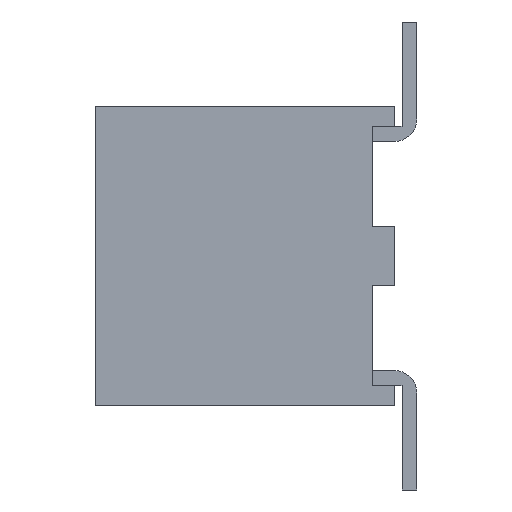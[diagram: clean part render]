
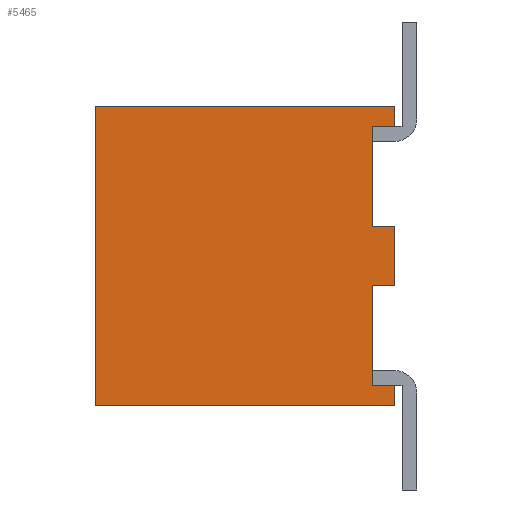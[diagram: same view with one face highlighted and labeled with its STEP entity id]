
A CAD part, left-side view. The second image highlights one B-rep face of the part: STEP entity #5465.
In plain terms, the highlighted planar face has unit normal (-1, 0, 0).
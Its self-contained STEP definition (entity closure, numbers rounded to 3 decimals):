
#151=ORIENTED_EDGE('',*,*,#1684,.T.);
#152=ORIENTED_EDGE('',*,*,#1685,.T.);
#153=ORIENTED_EDGE('',*,*,#1686,.T.);
#154=ORIENTED_EDGE('',*,*,#1687,.T.);
#155=ORIENTED_EDGE('',*,*,#1688,.T.);
#156=ORIENTED_EDGE('',*,*,#1689,.T.);
#157=ORIENTED_EDGE('',*,*,#1690,.F.);
#158=ORIENTED_EDGE('',*,*,#1691,.F.);
#159=ORIENTED_EDGE('',*,*,#1692,.T.);
#160=ORIENTED_EDGE('',*,*,#1693,.T.);
#161=ORIENTED_EDGE('',*,*,#1694,.T.);
#162=ORIENTED_EDGE('',*,*,#1695,.T.);
#1684=EDGE_CURVE('',#2454,#2455,#2937,.T.);
#1685=EDGE_CURVE('',#2455,#2456,#2938,.T.);
#1686=EDGE_CURVE('',#2456,#2457,#2939,.T.);
#1687=EDGE_CURVE('',#2457,#2458,#2940,.T.);
#1688=EDGE_CURVE('',#2458,#2459,#2941,.T.);
#1689=EDGE_CURVE('',#2459,#2460,#2942,.T.);
#1690=EDGE_CURVE('',#2461,#2460,#2943,.T.);
#1691=EDGE_CURVE('',#2462,#2461,#2944,.T.);
#1692=EDGE_CURVE('',#2462,#2463,#2945,.T.);
#1693=EDGE_CURVE('',#2463,#2464,#2946,.T.);
#1694=EDGE_CURVE('',#2464,#2465,#2947,.T.);
#1695=EDGE_CURVE('',#2465,#2454,#2948,.T.);
#2454=VERTEX_POINT('',#7608);
#2455=VERTEX_POINT('',#7609);
#2456=VERTEX_POINT('',#7611);
#2457=VERTEX_POINT('',#7613);
#2458=VERTEX_POINT('',#7615);
#2459=VERTEX_POINT('',#7617);
#2460=VERTEX_POINT('',#7619);
#2461=VERTEX_POINT('',#7621);
#2462=VERTEX_POINT('',#7623);
#2463=VERTEX_POINT('',#7625);
#2464=VERTEX_POINT('',#7627);
#2465=VERTEX_POINT('',#7629);
#2937=LINE('',#7607,#3712);
#2938=LINE('',#7610,#3713);
#2939=LINE('',#7612,#3714);
#2940=LINE('',#7614,#3715);
#2941=LINE('',#7616,#3716);
#2942=LINE('',#7618,#3717);
#2943=LINE('',#7620,#3718);
#2944=LINE('',#7622,#3719);
#2945=LINE('',#7624,#3720);
#2946=LINE('',#7626,#3721);
#2947=LINE('',#7628,#3722);
#2948=LINE('',#7630,#3723);
#3712=VECTOR('',#6197,1000.);
#3713=VECTOR('',#6198,1000.);
#3714=VECTOR('',#6199,1000.);
#3715=VECTOR('',#6200,1000.);
#3716=VECTOR('',#6201,1000.);
#3717=VECTOR('',#6202,1000.);
#3718=VECTOR('',#6203,1000.);
#3719=VECTOR('',#6204,1000.);
#3720=VECTOR('',#6205,1000.);
#3721=VECTOR('',#6206,1000.);
#3722=VECTOR('',#6207,1000.);
#3723=VECTOR('',#6208,1000.);
#4477=EDGE_LOOP('',(#151,#152,#153,#154,#155,#156,#157,#158,#159,#160,#161,
#162));
#4820=FACE_BOUND('',#4477,.T.);
#5162=PLANE('',#5817);
#5465=ADVANCED_FACE('',(#4820),#5162,.F.);
#5817=AXIS2_PLACEMENT_3D('',#7606,#6195,#6196);
#6195=DIRECTION('',(1.,0.,0.));
#6196=DIRECTION('',(0.,0.,-1.));
#6197=DIRECTION('',(0.,-1.,0.));
#6198=DIRECTION('',(0.,0.,1.));
#6199=DIRECTION('',(0.,1.,0.));
#6200=DIRECTION('',(0.,0.,1.));
#6201=DIRECTION('',(0.,-1.,0.));
#6202=DIRECTION('',(0.,0.,1.));
#6203=DIRECTION('',(0.,-1.,0.));
#6204=DIRECTION('',(0.,0.,1.));
#6205=DIRECTION('',(0.,-1.,0.));
#6206=DIRECTION('',(0.,0.,1.));
#6207=DIRECTION('',(0.,1.,0.));
#6208=DIRECTION('',(0.,0.,1.));
#7606=CARTESIAN_POINT('',(0.,4.,-2.));
#7607=CARTESIAN_POINT('',(0.,0.3,-0.4));
#7608=CARTESIAN_POINT('',(0.,0.3,-0.4));
#7609=CARTESIAN_POINT('',(0.,0.,-0.4));
#7610=CARTESIAN_POINT('',(0.,0.,-2.));
#7611=CARTESIAN_POINT('',(0.,0.,0.4));
#7612=CARTESIAN_POINT('',(0.,0.,0.4));
#7613=CARTESIAN_POINT('',(0.,0.3,0.4));
#7614=CARTESIAN_POINT('',(0.,0.3,0.4));
#7615=CARTESIAN_POINT('',(0.,0.3,1.73));
#7616=CARTESIAN_POINT('',(0.,0.3,1.73));
#7617=CARTESIAN_POINT('',(0.,0.,1.73));
#7618=CARTESIAN_POINT('',(0.,0.,-2.));
#7619=CARTESIAN_POINT('',(0.,0.,2.));
#7620=CARTESIAN_POINT('',(0.,4.,2.));
#7621=CARTESIAN_POINT('',(0.,4.,2.));
#7622=CARTESIAN_POINT('',(0.,4.,-2.));
#7623=CARTESIAN_POINT('',(0.,4.,-2.));
#7624=CARTESIAN_POINT('',(0.,4.,-2.));
#7625=CARTESIAN_POINT('',(0.,0.,-2.));
#7626=CARTESIAN_POINT('',(0.,0.,-2.));
#7627=CARTESIAN_POINT('',(0.,0.,-1.73));
#7628=CARTESIAN_POINT('',(0.,0.,-1.73));
#7629=CARTESIAN_POINT('',(0.,0.3,-1.73));
#7630=CARTESIAN_POINT('',(0.,0.3,-1.73));
